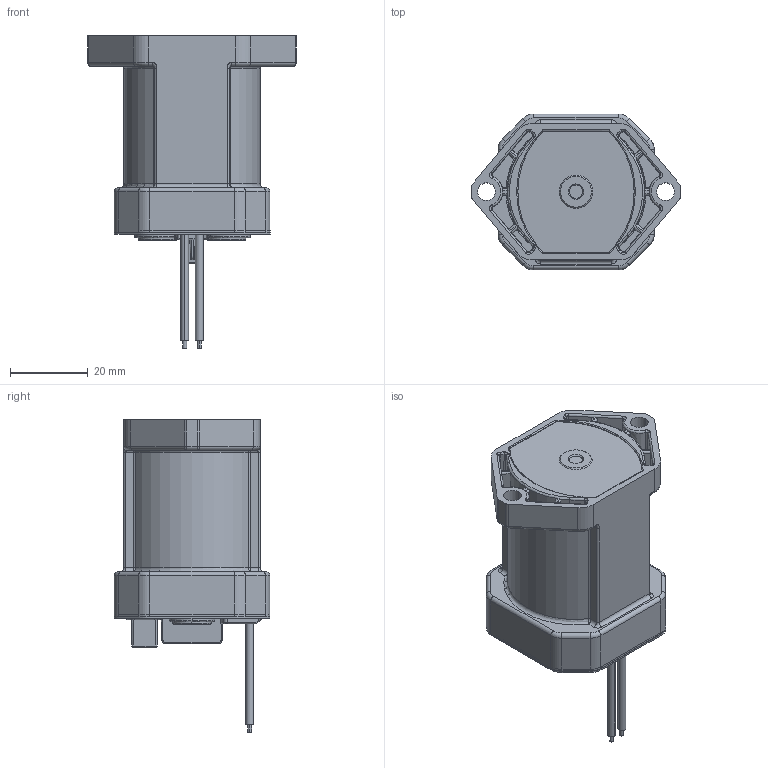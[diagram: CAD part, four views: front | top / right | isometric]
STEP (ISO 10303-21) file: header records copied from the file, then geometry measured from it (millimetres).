
FILE_DESCRIPTION((''),'2;1');
FILE_NAME('2-EVD100E1-000_ASM','2024-04-13T14:11:02',('Fiona.Li'),(''),'CREO PARAMETRIC BY PTC INC, 2021063','CREO PARAMETRIC BY PTC INC, 2021063','');
FILE_SCHEMA(('CONFIG_CONTROL_DESIGN'));
Length unit declared in the file: millimetre
Products named in the file (2): _2-EVD100E1-000; 2-EVD100E1-000_ASM
Assembly tree (1 placements, depth 2):
  2-EVD100E1-000_ASM
    _2-EVD100E1-000
Bounding box: 53.85 x 40.2 x 80.7 mm (x, y, z)
Volume: 745.5 mm3; surface area: 22938.4 mm2
Topology: 1 solids, 143 shells, 944 faces, 3075 edges, 2225 vertices
Faces by surface type: plane 392, cylinder 376, torus 98, bspline 32, cone 26, sphere 12, extrusion 8
Entity records: 35171 total; most frequent: CARTESIAN_POINT 9070, DIRECTION 5477, ORIENTED_EDGE 4584, EDGE_CURVE 3059, VERTEX_POINT 2225, AXIS2_PLACEMENT_3D 1834, VECTOR 1809, LINE 1801
